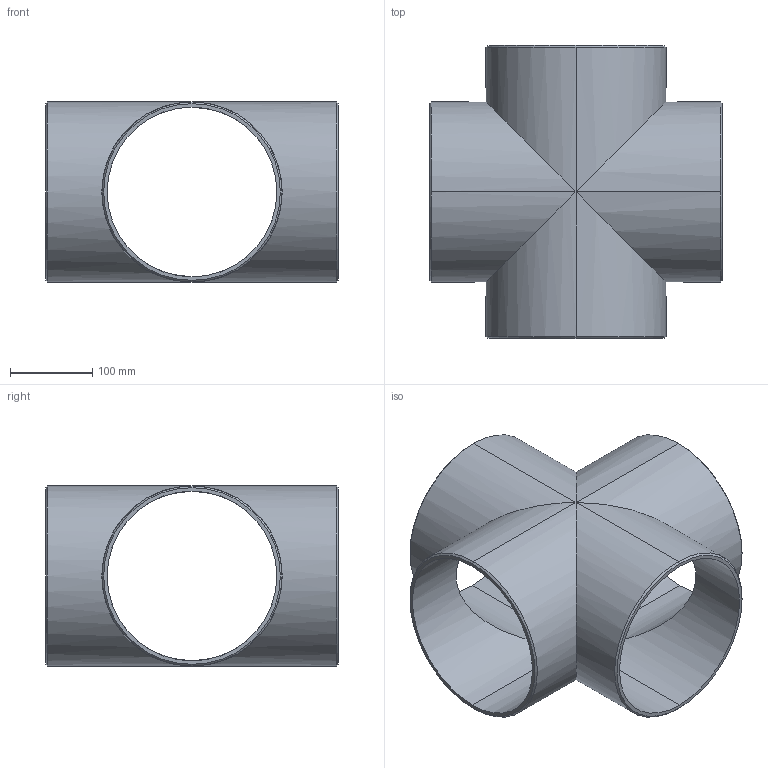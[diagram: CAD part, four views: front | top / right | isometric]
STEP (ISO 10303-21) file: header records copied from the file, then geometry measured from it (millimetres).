
FILE_DESCRIPTION (( 'STEP AP203' ), '1' );
FILE_NAME ('Cross Metric 8 Sch 20.STEP', '2025-05-06T02:38:02', '' );
FILE_SCHEMA (( 'CONFIG_CONTROL_DESIGN' ));
Length unit declared in the file: millimetre
Products named in the file (1): Cross Metric 8 Sch 20
Bounding box: 356 x 356 x 219 mm (x, y, z)
Volume: 1865376.1 mm3; surface area: 602767.3 mm2
Topology: 1 solids, 1 shells, 28 faces, 56 edges, 28 vertices
Faces by surface type: cylinder 16, cone 8, plane 4
Entity records: 789 total; most frequent: CARTESIAN_POINT 137, DIRECTION 130, ORIENTED_EDGE 112, EDGE_CURVE 56, AXIS2_PLACEMENT_3D 53, EDGE_LOOP 32, ADVANCED_FACE 28, VERTEX_POINT 28
